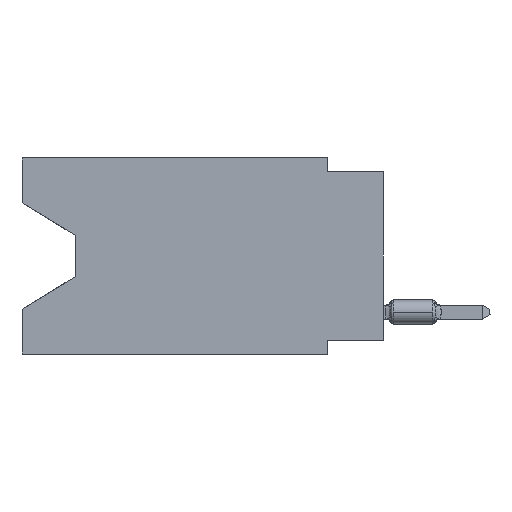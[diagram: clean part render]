
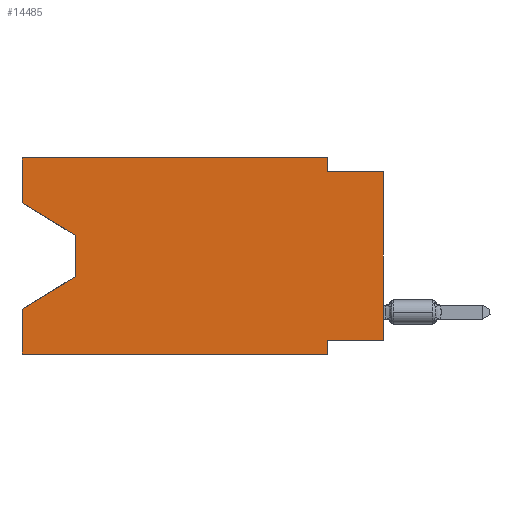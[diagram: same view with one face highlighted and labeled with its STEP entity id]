
A CAD part, left-side view. The second image highlights one B-rep face of the part: STEP entity #14485.
In plain terms, the highlighted planar face has unit normal (-1, 0, 0).
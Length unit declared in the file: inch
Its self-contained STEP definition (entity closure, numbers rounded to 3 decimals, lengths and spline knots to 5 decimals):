
#558 = CARTESIAN_POINT ( 'NONE',  ( 0., 0.645, -0.35 ) ) ;
#1086 = VERTEX_POINT ( 'NONE', #34945 ) ;
#1106 = VECTOR ( 'NONE', #47192, 39.37008 ) ;
#2880 = EDGE_CURVE ( 'NONE', #6500, #45052, #11023, .T. ) ;
#2938 = CARTESIAN_POINT ( 'NONE',  ( 0., 0.645, -0.08025 ) ) ;
#4278 = EDGE_CURVE ( 'NONE', #9620, #15682, #36517, .T. ) ;
#4368 = EDGE_CURVE ( 'NONE', #23433, #19821, #26812, .T. ) ;
#4732 = LINE ( 'NONE', #25116, #32052 ) ;
#5336 = CARTESIAN_POINT ( 'NONE',  ( 0., 0., -0.025 ) ) ;
#6500 = VERTEX_POINT ( 'NONE', #558 ) ;
#6955 = ORIENTED_EDGE ( 'NONE', *, *, #37659, .T. ) ;
#7344 = VERTEX_POINT ( 'NONE', #48604 ) ;
#8001 = CARTESIAN_POINT ( 'NONE',  ( 0., 0.645, 0. ) ) ;
#9276 = DIRECTION ( 'NONE',  ( 1., 0., 0. ) ) ;
#9620 = VERTEX_POINT ( 'NONE', #28349 ) ;
#9667 = DIRECTION ( 'NONE',  ( 0., -1., 0. ) ) ;
#11023 = LINE ( 'NONE', #41088, #32979 ) ;
#11457 = VECTOR ( 'NONE', #40895, 39.37008 ) ;
#11543 = CARTESIAN_POINT ( 'NONE',  ( 0., 0.1, 0. ) ) ;
#12229 = ORIENTED_EDGE ( 'NONE', *, *, #21983, .F. ) ;
#14330 = CARTESIAN_POINT ( 'NONE',  ( 0., 0.645, -0.35 ) ) ;
#14350 = AXIS2_PLACEMENT_3D ( 'NONE', #65418, #9276, #24970 ) ;
#14485 = ADVANCED_FACE ( 'NONE', ( #55054 ), #23977, .F. ) ;
#14578 = EDGE_CURVE ( 'NONE', #6500, #19821, #45751, .T. ) ;
#14630 = CARTESIAN_POINT ( 'NONE',  ( 0., 0., 0. ) ) ;
#15682 = VERTEX_POINT ( 'NONE', #26543 ) ;
#16491 = VECTOR ( 'NONE', #33407, 39.37008 ) ;
#17426 = CARTESIAN_POINT ( 'NONE',  ( 0., 0., -0.325 ) ) ;
#18044 = LINE ( 'NONE', #8001, #16491 ) ;
#19693 = ORIENTED_EDGE ( 'NONE', *, *, #20286, .T. ) ;
#19821 = VERTEX_POINT ( 'NONE', #39443 ) ;
#20286 = EDGE_CURVE ( 'NONE', #27014, #32132, #60412, .T. ) ;
#20658 = VECTOR ( 'NONE', #24651, 39.37008 ) ;
#21819 = CARTESIAN_POINT ( 'NONE',  ( 0., 0.645, -0.26975 ) ) ;
#21983 = EDGE_CURVE ( 'NONE', #1086, #24728, #18044, .T. ) ;
#23433 = VERTEX_POINT ( 'NONE', #49653 ) ;
#23977 = PLANE ( 'NONE',  #14350 ) ;
#24316 = EDGE_LOOP ( 'NONE', ( #64799, #6955, #53000, #28392, #55685, #26896, #54741, #19693, #30810, #65178, #12229, #48667 ) ) ;
#24651 = DIRECTION ( 'NONE',  ( 0., 0., 1. ) ) ;
#24728 = VERTEX_POINT ( 'NONE', #11543 ) ;
#24772 = DIRECTION ( 'NONE',  ( 0., 0., 1. ) ) ;
#24970 = DIRECTION ( 'NONE',  ( 0., 0., -1. ) ) ;
#25116 = CARTESIAN_POINT ( 'NONE',  ( 0., 0.55, -0.138 ) ) ;
#26543 = CARTESIAN_POINT ( 'NONE',  ( 0., 0.55, -0.138 ) ) ;
#26812 = LINE ( 'NONE', #31828, #1106 ) ;
#26896 = ORIENTED_EDGE ( 'NONE', *, *, #4368, .F. ) ;
#27014 = VERTEX_POINT ( 'NONE', #17426 ) ;
#28349 = CARTESIAN_POINT ( 'NONE',  ( 0., 0.645, -0.08025 ) ) ;
#28392 = ORIENTED_EDGE ( 'NONE', *, *, #2880, .F. ) ;
#29420 = LINE ( 'NONE', #35435, #43437 ) ;
#29730 = LINE ( 'NONE', #5336, #33826 ) ;
#30810 = ORIENTED_EDGE ( 'NONE', *, *, #52720, .F. ) ;
#31828 = CARTESIAN_POINT ( 'NONE',  ( 0., 0.1, -0.35 ) ) ;
#32052 = VECTOR ( 'NONE', #45489, 39.37008 ) ;
#32132 = VERTEX_POINT ( 'NONE', #50853 ) ;
#32373 = EDGE_CURVE ( 'NONE', #48390, #45052, #63498, .T. ) ;
#32979 = VECTOR ( 'NONE', #62474, 39.37008 ) ;
#33407 = DIRECTION ( 'NONE',  ( 0., -1., 0. ) ) ;
#33826 = VECTOR ( 'NONE', #40747, 39.37008 ) ;
#34115 = EDGE_CURVE ( 'NONE', #27014, #23433, #46233, .T. ) ;
#34945 = CARTESIAN_POINT ( 'NONE',  ( 0., 0.645, 0. ) ) ;
#35141 = CARTESIAN_POINT ( 'NONE',  ( 0., 0.645, 0. ) ) ;
#35435 = CARTESIAN_POINT ( 'NONE',  ( 0., 0.1, 0. ) ) ;
#36517 = LINE ( 'NONE', #2938, #44926 ) ;
#36557 = CARTESIAN_POINT ( 'NONE',  ( 0., 0., -0.325 ) ) ;
#37659 = EDGE_CURVE ( 'NONE', #15682, #48390, #4732, .T. ) ;
#39443 = CARTESIAN_POINT ( 'NONE',  ( 0., 0.1, -0.35 ) ) ;
#39654 = CARTESIAN_POINT ( 'NONE',  ( 0., 0.55, -0.212 ) ) ;
#40747 = DIRECTION ( 'NONE',  ( 0., -1., 0. ) ) ;
#40895 = DIRECTION ( 'NONE',  ( 0., 1., 0. ) ) ;
#41022 = EDGE_CURVE ( 'NONE', #24728, #7344, #29420, .T. ) ;
#41088 = CARTESIAN_POINT ( 'NONE',  ( 0., 0.645, 0. ) ) ;
#42787 = DIRECTION ( 'NONE',  ( 0., 0.855, -0.519 ) ) ;
#43437 = VECTOR ( 'NONE', #55816, 39.37008 ) ;
#44926 = VECTOR ( 'NONE', #53413, 39.37008 ) ;
#45052 = VERTEX_POINT ( 'NONE', #21819 ) ;
#45489 = DIRECTION ( 'NONE',  ( 0., 0., -1. ) ) ;
#45751 = LINE ( 'NONE', #14330, #51736 ) ;
#46233 = LINE ( 'NONE', #36557, #11457 ) ;
#46396 = EDGE_CURVE ( 'NONE', #9620, #1086, #64886, .T. ) ;
#47192 = DIRECTION ( 'NONE',  ( 0., 0., -1. ) ) ;
#48390 = VERTEX_POINT ( 'NONE', #39654 ) ;
#48604 = CARTESIAN_POINT ( 'NONE',  ( 0., 0.1, -0.025 ) ) ;
#48667 = ORIENTED_EDGE ( 'NONE', *, *, #46396, .F. ) ;
#49106 = CARTESIAN_POINT ( 'NONE',  ( 0., 0.55, -0.212 ) ) ;
#49653 = CARTESIAN_POINT ( 'NONE',  ( 0., 0.1, -0.325 ) ) ;
#50853 = CARTESIAN_POINT ( 'NONE',  ( 0., 0., -0.025 ) ) ;
#51736 = VECTOR ( 'NONE', #9667, 39.37008 ) ;
#52720 = EDGE_CURVE ( 'NONE', #7344, #32132, #29730, .T. ) ;
#53000 = ORIENTED_EDGE ( 'NONE', *, *, #32373, .T. ) ;
#53413 = DIRECTION ( 'NONE',  ( 0., -0.855, -0.519 ) ) ;
#54741 = ORIENTED_EDGE ( 'NONE', *, *, #34115, .F. ) ;
#55054 = FACE_OUTER_BOUND ( 'NONE', #24316, .T. ) ;
#55685 = ORIENTED_EDGE ( 'NONE', *, *, #14578, .T. ) ;
#55816 = DIRECTION ( 'NONE',  ( 0., 0., -1. ) ) ;
#60412 = LINE ( 'NONE', #14630, #20658 ) ;
#61942 = VECTOR ( 'NONE', #24772, 39.37008 ) ;
#62474 = DIRECTION ( 'NONE',  ( 0., 0., 1. ) ) ;
#62545 = VECTOR ( 'NONE', #42787, 39.37008 ) ;
#63498 = LINE ( 'NONE', #49106, #62545 ) ;
#64799 = ORIENTED_EDGE ( 'NONE', *, *, #4278, .T. ) ;
#64886 = LINE ( 'NONE', #35141, #61942 ) ;
#65178 = ORIENTED_EDGE ( 'NONE', *, *, #41022, .F. ) ;
#65418 = CARTESIAN_POINT ( 'NONE',  ( 0., 0.645, 0. ) ) ;
